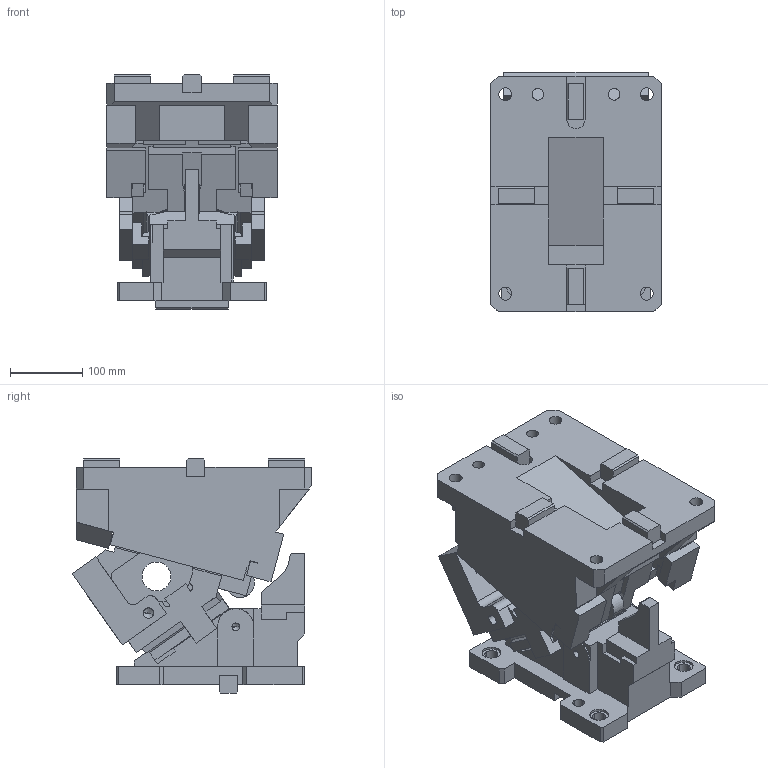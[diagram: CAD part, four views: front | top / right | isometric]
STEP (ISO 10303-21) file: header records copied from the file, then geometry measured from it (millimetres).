
FILE_DESCRIPTION(('CATIA V5 STEP Exchange'),'2;1');
FILE_NAME('CACN_F_200_35.stp','2015-04-24T09:58:49+00:00',('none'),('none'),'CATIA Version 5 Release 19 SP 2 (IN-10)','CATIA V5 STEP AP203','none');
FILE_SCHEMA(('CONFIG_CONTROL_DESIGN'));
Length unit declared in the file: millimetre
Products named in the file (1): CACN_F_200_35
Bounding box: 235 x 330.69 x 324 mm (x, y, z)
Volume: 12514148 mm3; surface area: 884285.6 mm2
Topology: 3 solids, 3 shells, 554 faces, 1600 edges, 1059 vertices
Faces by surface type: plane 426, cylinder 80, bspline 40, cone 8
Entity records: 18221 total; most frequent: CARTESIAN_POINT 4544, ORIENTED_EDGE 3180, DIRECTION 2269, EDGE_CURVE 1590, VECTOR 1283, LINE 1283, VERTEX_POINT 1057, EDGE_LOOP 601
